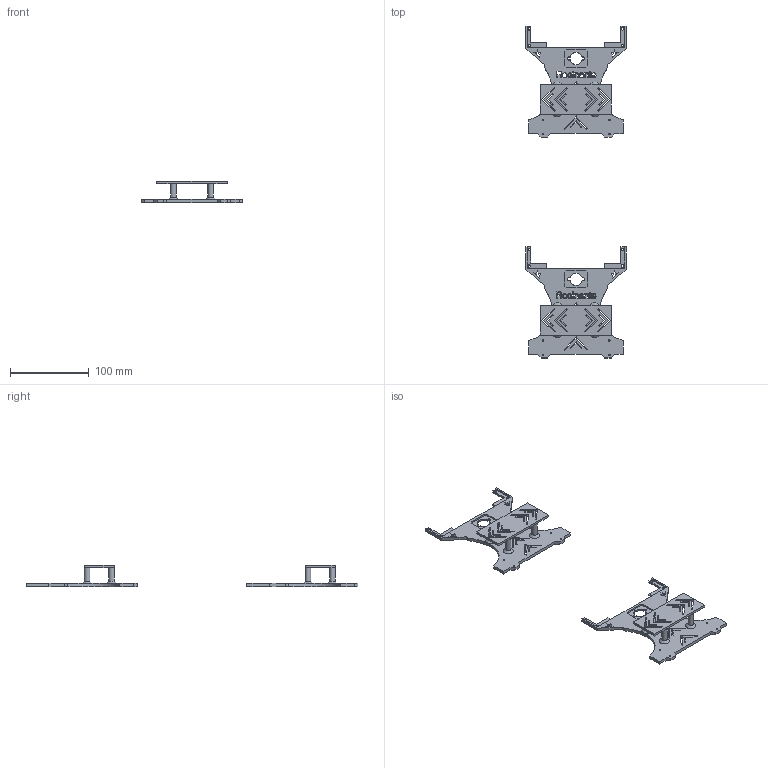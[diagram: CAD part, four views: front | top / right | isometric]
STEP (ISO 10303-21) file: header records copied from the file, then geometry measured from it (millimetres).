
FILE_DESCRIPTION(('HOOPS Exchange Step'),'2;1');
FILE_NAME('temp_export','2023-07-07T18:56:59+05:30',('mobile'),('Shapr3D Limited'),'HOOPS Exchange 2022.2','Shapr3D','Authorized');
FILE_SCHEMA( ('AUTOMOTIVE_DESIGN { 1 0 10303 214 1 1 1 1 }') );
Length unit declared in the file: millimetre
Products named in the file (2): body final.step.SLDPRT; root
Assembly tree (1 placements, depth 2):
  root
    body final.step.SLDPRT
Bounding box: 127.1 x 421.04 x 27.1 mm (x, y, z)
Volume: 97290.3 mm3; surface area: 69104.8 mm2
Topology: 6 solids, 6 shells, 770 faces, 2288 edges, 1528 vertices
Faces by surface type: plane 560, bspline 160, cylinder 42, cone 8
Full cylindrical faces by diameter (mm): 2 x8, 3.1 x8, 7 x8
Entity records: 28668 total; most frequent: CARTESIAN_POINT 8640, ORIENTED_EDGE 4576, DIRECTION 3320, EDGE_CURVE 2288, VECTOR 1820, LINE 1820, VERTEX_POINT 1528, EDGE_LOOP 920
